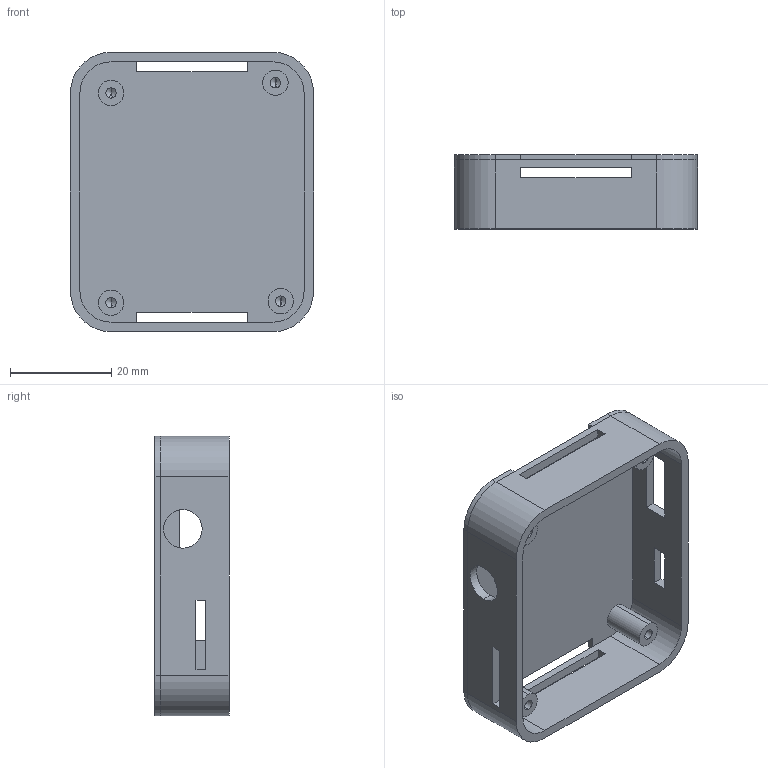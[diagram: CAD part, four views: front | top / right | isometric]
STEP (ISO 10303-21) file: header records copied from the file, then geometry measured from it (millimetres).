
FILE_DESCRIPTION (( 'STEP AP203' ), '1' );
FILE_NAME ('Iris_case.STEP', '2023-04-16T02:24:40', ( '' ), ( '' ), 'SwSTEP 2.0', 'SolidWorks 2020', '' );
FILE_SCHEMA (( 'CONFIG_CONTROL_DESIGN' ));
Length unit declared in the file: millimetre
Products named in the file (4): Iris_case; thread; BOTTOM; Iris
Assembly tree (6 placements, depth 2):
  Iris_case
    Iris
    BOTTOM
    thread  x4
Bounding box: 47.95 x 14.6 x 55.09 mm (x, y, z)
Volume: 7286.4 mm3; surface area: 11572.5 mm2
Topology: 6 solids, 6 shells, 90 faces, 226 edges, 144 vertices
Faces by surface type: plane 52, cylinder 30, cone 8
Entity records: 2586 total; most frequent: CARTESIAN_POINT 368, DIRECTION 362, ORIENTED_EDGE 352, EDGE_CURVE 176, LINE 140, VECTOR 140, VERTEX_POINT 117, AXIS2_PLACEMENT_3D 111
